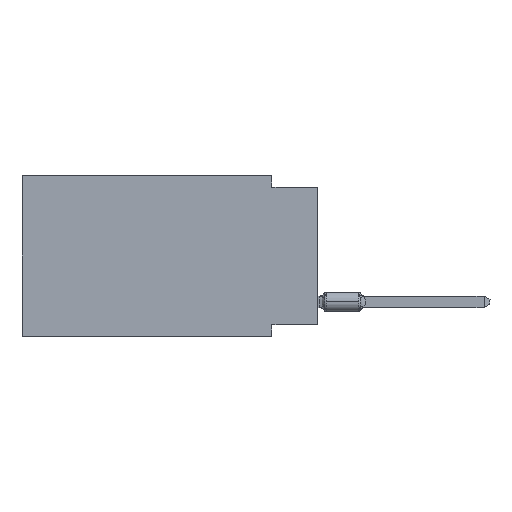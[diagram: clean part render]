
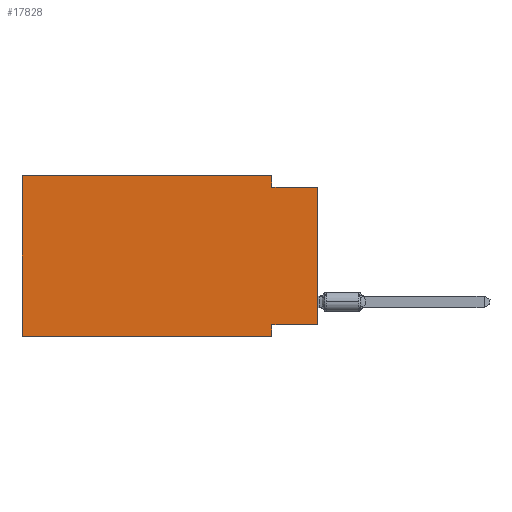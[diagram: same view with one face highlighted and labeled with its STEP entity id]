
A CAD part, left-side view. The second image highlights one B-rep face of the part: STEP entity #17828.
In plain terms, the highlighted planar face has unit normal (-1, 0, 0).
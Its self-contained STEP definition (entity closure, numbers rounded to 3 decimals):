
#293 = EDGE_CURVE ( 'NONE', #26208, #13189, #1430, .T. ) ;
#1391 = EDGE_CURVE ( 'NONE', #12972, #25447, #22662, .T. ) ;
#1430 = LINE ( 'NONE', #8206, #18804 ) ;
#1846 = LINE ( 'NONE', #19134, #22588 ) ;
#2011 = CARTESIAN_POINT ( 'NONE',  ( 0., 16.383, -8.89 ) ) ;
#2189 = VECTOR ( 'NONE', #12736, 1000. ) ;
#2311 = ORIENTED_EDGE ( 'NONE', *, *, #1391, .F. ) ;
#2763 = CARTESIAN_POINT ( 'NONE',  ( 0., 16.383, 0. ) ) ;
#3113 = CARTESIAN_POINT ( 'NONE',  ( 0., 0., -8.255 ) ) ;
#3131 = VERTEX_POINT ( 'NONE', #26616 ) ;
#3327 = LINE ( 'NONE', #7383, #21998 ) ;
#3366 = CARTESIAN_POINT ( 'NONE',  ( 0., 2.54, 0. ) ) ;
#4840 = VECTOR ( 'NONE', #13196, 1000. ) ;
#4895 = CARTESIAN_POINT ( 'NONE',  ( 0., 2.54, 0. ) ) ;
#5297 = EDGE_CURVE ( 'NONE', #16357, #13189, #1846, .T. ) ;
#5343 = AXIS2_PLACEMENT_3D ( 'NONE', #22572, #16091, #15676 ) ;
#5867 = VECTOR ( 'NONE', #9153, 1000. ) ;
#7174 = VECTOR ( 'NONE', #22460, 1000. ) ;
#7383 = CARTESIAN_POINT ( 'NONE',  ( 0., 2.54, -8.89 ) ) ;
#7554 = CARTESIAN_POINT ( 'NONE',  ( 0., 0., -8.255 ) ) ;
#7630 = VECTOR ( 'NONE', #21894, 1000. ) ;
#8206 = CARTESIAN_POINT ( 'NONE',  ( 0., 0., -0.635 ) ) ;
#8592 = LINE ( 'NONE', #17368, #4840 ) ;
#9153 = DIRECTION ( 'NONE',  ( 0., 0., 1. ) ) ;
#11069 = CARTESIAN_POINT ( 'NONE',  ( 0., 2.54, -0.635 ) ) ;
#12736 = DIRECTION ( 'NONE',  ( 0., 1., 0. ) ) ;
#12972 = VERTEX_POINT ( 'NONE', #13391 ) ;
#13189 = VERTEX_POINT ( 'NONE', #15965 ) ;
#13196 = DIRECTION ( 'NONE',  ( 0., -1., 0. ) ) ;
#13208 = VERTEX_POINT ( 'NONE', #14084 ) ;
#13391 = CARTESIAN_POINT ( 'NONE',  ( 0., 16.383, -8.89 ) ) ;
#14022 = CARTESIAN_POINT ( 'NONE',  ( 0., 16.383, 0. ) ) ;
#14084 = CARTESIAN_POINT ( 'NONE',  ( 0., 2.54, -8.255 ) ) ;
#15249 = ORIENTED_EDGE ( 'NONE', *, *, #25998, .F. ) ;
#15676 = DIRECTION ( 'NONE',  ( 0., 0., -1. ) ) ;
#15712 = ORIENTED_EDGE ( 'NONE', *, *, #5297, .T. ) ;
#15965 = CARTESIAN_POINT ( 'NONE',  ( 0., 0., -0.635 ) ) ;
#16091 = DIRECTION ( 'NONE',  ( 1., 0., 0. ) ) ;
#16357 = VERTEX_POINT ( 'NONE', #3113 ) ;
#16586 = EDGE_CURVE ( 'NONE', #25447, #19588, #8592, .T. ) ;
#17130 = DIRECTION ( 'NONE',  ( 0., -1., 0. ) ) ;
#17257 = EDGE_CURVE ( 'NONE', #12972, #3131, #17728, .T. ) ;
#17368 = CARTESIAN_POINT ( 'NONE',  ( 0., 16.383, 0. ) ) ;
#17728 = LINE ( 'NONE', #2011, #7630 ) ;
#17828 = ADVANCED_FACE ( 'NONE', ( #22005 ), #22431, .F. ) ;
#18314 = DIRECTION ( 'NONE',  ( 0., 0., -1. ) ) ;
#18482 = LINE ( 'NONE', #7554, #2189 ) ;
#18804 = VECTOR ( 'NONE', #17130, 1000. ) ;
#18852 = DIRECTION ( 'NONE',  ( 0., 0., 1. ) ) ;
#19134 = CARTESIAN_POINT ( 'NONE',  ( 0., 0., 0. ) ) ;
#19547 = ORIENTED_EDGE ( 'NONE', *, *, #293, .F. ) ;
#19588 = VERTEX_POINT ( 'NONE', #3366 ) ;
#21894 = DIRECTION ( 'NONE',  ( 0., -1., 0. ) ) ;
#21998 = VECTOR ( 'NONE', #18314, 1000. ) ;
#22005 = FACE_OUTER_BOUND ( 'NONE', #23875, .T. ) ;
#22049 = ORIENTED_EDGE ( 'NONE', *, *, #28491, .F. ) ;
#22431 = PLANE ( 'NONE',  #5343 ) ;
#22460 = DIRECTION ( 'NONE',  ( 0., 0., -1. ) ) ;
#22572 = CARTESIAN_POINT ( 'NONE',  ( 0., 16.383, 0. ) ) ;
#22588 = VECTOR ( 'NONE', #18852, 1000. ) ;
#22662 = LINE ( 'NONE', #14022, #5867 ) ;
#23875 = EDGE_LOOP ( 'NONE', ( #15712, #19547, #15249, #25603, #2311, #23983, #22049, #28459 ) ) ;
#23983 = ORIENTED_EDGE ( 'NONE', *, *, #17257, .T. ) ;
#24621 = LINE ( 'NONE', #4895, #7174 ) ;
#25447 = VERTEX_POINT ( 'NONE', #2763 ) ;
#25603 = ORIENTED_EDGE ( 'NONE', *, *, #16586, .F. ) ;
#25998 = EDGE_CURVE ( 'NONE', #19588, #26208, #24621, .T. ) ;
#26208 = VERTEX_POINT ( 'NONE', #11069 ) ;
#26616 = CARTESIAN_POINT ( 'NONE',  ( 0., 2.54, -8.89 ) ) ;
#28153 = EDGE_CURVE ( 'NONE', #16357, #13208, #18482, .T. ) ;
#28459 = ORIENTED_EDGE ( 'NONE', *, *, #28153, .F. ) ;
#28491 = EDGE_CURVE ( 'NONE', #13208, #3131, #3327, .T. ) ;
